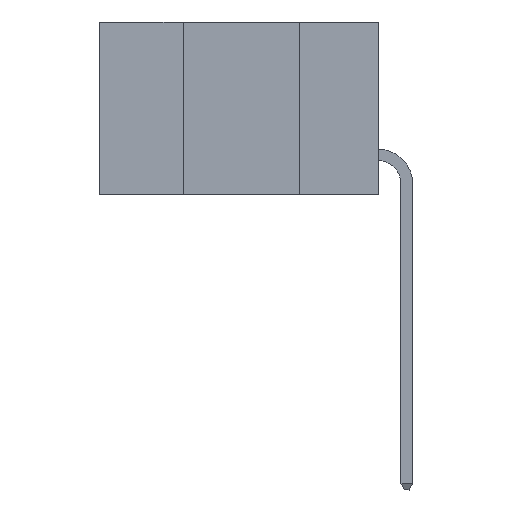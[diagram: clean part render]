
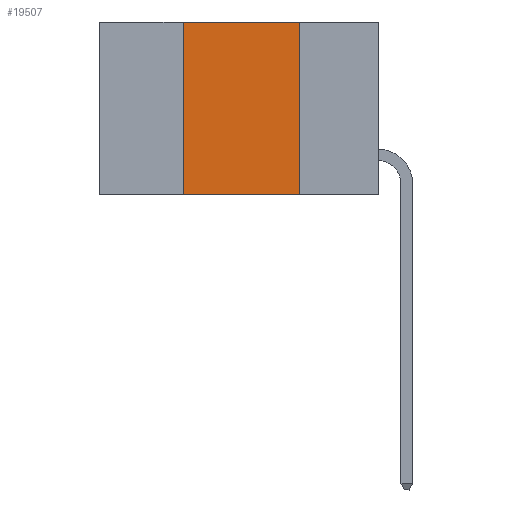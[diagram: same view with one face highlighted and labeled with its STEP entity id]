
A CAD part, left-side view. The second image highlights one B-rep face of the part: STEP entity #19507.
In plain terms, the highlighted planar face has unit normal (-1, 0, 0).
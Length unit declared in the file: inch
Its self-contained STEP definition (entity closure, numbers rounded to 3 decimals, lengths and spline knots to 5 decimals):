
#269 = VECTOR ( 'NONE', #4429, 39.37008 ) ;
#348 = ORIENTED_EDGE ( 'NONE', *, *, #9115, .F. ) ;
#908 = PLANE ( 'NONE',  #18083 ) ;
#1161 = DIRECTION ( 'NONE',  ( 0., 0., -1. ) ) ;
#1223 = CARTESIAN_POINT ( 'NONE',  ( 0., 0.17, -0.37 ) ) ;
#1418 = EDGE_LOOP ( 'NONE', ( #6224, #8165, #348, #23686 ) ) ;
#2243 = EDGE_CURVE ( 'NONE', #20902, #23498, #15927, .T. ) ;
#2706 = EDGE_CURVE ( 'NONE', #3802, #23498, #5296, .T. ) ;
#3569 = VERTEX_POINT ( 'NONE', #14532 ) ;
#3802 = VERTEX_POINT ( 'NONE', #11246 ) ;
#4429 = DIRECTION ( 'NONE',  ( 0., -1., 0. ) ) ;
#4711 = CARTESIAN_POINT ( 'NONE',  ( 0., 0.6, 0. ) ) ;
#5296 = LINE ( 'NONE', #5421, #269 ) ;
#5421 = CARTESIAN_POINT ( 'NONE',  ( 0., 0.6, -0.37 ) ) ;
#5913 = VECTOR ( 'NONE', #1161, 39.37008 ) ;
#6224 = ORIENTED_EDGE ( 'NONE', *, *, #2243, .F. ) ;
#7209 = DIRECTION ( 'NONE',  ( 0., -1., 0. ) ) ;
#7587 = CARTESIAN_POINT ( 'NONE',  ( 0., 0.17, -0.37 ) ) ;
#8165 = ORIENTED_EDGE ( 'NONE', *, *, #22838, .F. ) ;
#8573 = DIRECTION ( 'NONE',  ( 0., 0., -1. ) ) ;
#8591 = LINE ( 'NONE', #11009, #17949 ) ;
#9115 = EDGE_CURVE ( 'NONE', #3802, #3569, #8591, .T. ) ;
#9477 = VECTOR ( 'NONE', #7209, 39.37008 ) ;
#10954 = DIRECTION ( 'NONE',  ( 0., 0., 1. ) ) ;
#11009 = CARTESIAN_POINT ( 'NONE',  ( 0., 0.42, -0.37 ) ) ;
#11246 = CARTESIAN_POINT ( 'NONE',  ( 0., 0.42, -0.37 ) ) ;
#14468 = LINE ( 'NONE', #23888, #9477 ) ;
#14532 = CARTESIAN_POINT ( 'NONE',  ( 0., 0.42, 0. ) ) ;
#15927 = LINE ( 'NONE', #1223, #5913 ) ;
#17949 = VECTOR ( 'NONE', #10954, 39.37008 ) ;
#18083 = AXIS2_PLACEMENT_3D ( 'NONE', #4711, #19759, #8573 ) ;
#19507 = ADVANCED_FACE ( 'NONE', ( #23872 ), #908, .F. ) ;
#19759 = DIRECTION ( 'NONE',  ( 1., 0., 0. ) ) ;
#19951 = CARTESIAN_POINT ( 'NONE',  ( 0., 0.17, 0. ) ) ;
#20902 = VERTEX_POINT ( 'NONE', #19951 ) ;
#22838 = EDGE_CURVE ( 'NONE', #3569, #20902, #14468, .T. ) ;
#23498 = VERTEX_POINT ( 'NONE', #7587 ) ;
#23686 = ORIENTED_EDGE ( 'NONE', *, *, #2706, .T. ) ;
#23872 = FACE_OUTER_BOUND ( 'NONE', #1418, .T. ) ;
#23888 = CARTESIAN_POINT ( 'NONE',  ( 0., 0.6, 0. ) ) ;
